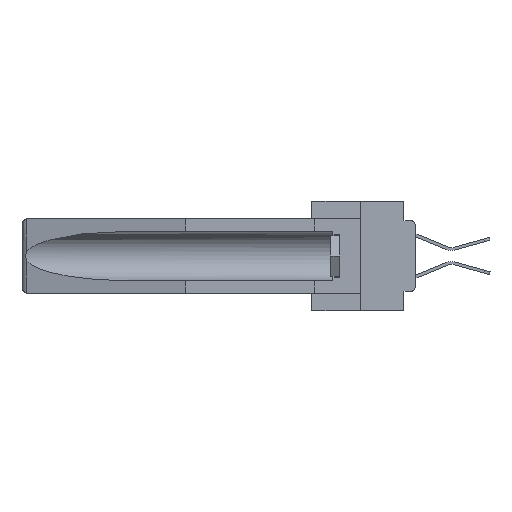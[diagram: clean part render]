
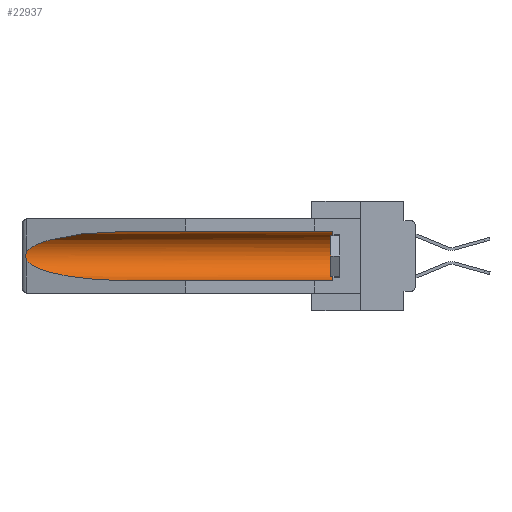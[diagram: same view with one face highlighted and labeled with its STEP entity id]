
A CAD part, left-side view. The second image highlights one B-rep face of the part: STEP entity #22937.
In plain terms, the highlighted cylindrical face has radius 2.857 mm (diameter 5.715 mm), a partial arc.
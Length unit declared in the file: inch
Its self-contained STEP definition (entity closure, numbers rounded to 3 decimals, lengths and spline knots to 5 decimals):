
#26 = CARTESIAN_POINT ( 'NONE',  ( 0.155, 0.126, -0.059 ) ) ;
#847 = DIRECTION ( 'NONE',  ( 0., 1., 0. ) ) ;
#1761 = VERTEX_POINT ( 'NONE', #26 ) ;
#1873 = LINE ( 'NONE', #22680, #22824 ) ;
#1878 = CARTESIAN_POINT ( 'NONE',  ( 0.155, 1.07973, -0.059 ) ) ;
#2513 = FACE_OUTER_BOUND ( 'NONE', #11805, .T. ) ;
#3974 =( BOUNDED_CURVE ( )  B_SPLINE_CURVE ( 3, ( #1878, #11862, #28752, #11761 ),
 .UNSPECIFIED., .F., .T. ) 
 B_SPLINE_CURVE_WITH_KNOTS ( ( 4, 4 ),
 ( 4.71239, 6.08839 ),
 .UNSPECIFIED. ) 
 CURVE ( )  GEOMETRIC_REPRESENTATION_ITEM ( )  RATIONAL_B_SPLINE_CURVE ( ( 1., 0.848, 0.848, 1. ) ) 
 REPRESENTATION_ITEM ( '' )  );
#4188 = ORIENTED_EDGE ( 'NONE', *, *, #17295, .T. ) ;
#4196 = CARTESIAN_POINT ( 'NONE',  ( 0.26655, 1.53094, -0.18657 ) ) ;
#5002 = VERTEX_POINT ( 'NONE', #14336 ) ;
#5582 = ORIENTED_EDGE ( 'NONE', *, *, #9290, .T. ) ;
#6122 = CARTESIAN_POINT ( 'NONE',  ( 0.26537, 1.52718, -0.14972 ) ) ;
#6863 = CARTESIAN_POINT ( 'NONE',  ( 0.26597, 1.52961, -0.15275 ) ) ;
#7343 = EDGE_CURVE ( 'NONE', #23520, #5002, #1873, .T. ) ;
#7760 = DIRECTION ( 'NONE',  ( 0., 0., 1. ) ) ;
#9203 = CARTESIAN_POINT ( 'NONE',  ( 0.26597, 1.5296, -0.19026 ) ) ;
#9290 = EDGE_CURVE ( 'NONE', #23520, #1761, #31466, .T. ) ;
#9412 = CARTESIAN_POINT ( 'NONE',  ( 0.2675, 1.53308, -0.16763 ) ) ;
#10415 = CARTESIAN_POINT ( 'NONE',  ( 0.155, 0.126, -0.1715 ) ) ;
#10832 = VERTEX_POINT ( 'NONE', #13385 ) ;
#11341 = ORIENTED_EDGE ( 'NONE', *, *, #17249, .T. ) ;
#11638 = CYLINDRICAL_SURFACE ( 'NONE', #29512, 0.1125 ) ;
#11761 = CARTESIAN_POINT ( 'NONE',  ( 0.26537, 1.52718, -0.14972 ) ) ;
#11805 = EDGE_LOOP ( 'NONE', ( #4188, #11341, #18531, #23298, #5582, #23827 ) ) ;
#11862 = CARTESIAN_POINT ( 'NONE',  ( 0.21114, 1.30732, -0.059 ) ) ;
#12904 = LINE ( 'NONE', #17324, #14418 ) ;
#13385 = CARTESIAN_POINT ( 'NONE',  ( 0.26537, 1.52718, -0.14972 ) ) ;
#13582 = CARTESIAN_POINT ( 'NONE',  ( 0.155, 0.126, -0.284 ) ) ;
#14336 = CARTESIAN_POINT ( 'NONE',  ( 0.155, 1.07973, -0.284 ) ) ;
#14418 = VECTOR ( 'NONE', #22200, 39.37008 ) ;
#14431 = CARTESIAN_POINT ( 'NONE',  ( 0.25451, 1.48313, -0.24835 ) ) ;
#16469 = CARTESIAN_POINT ( 'NONE',  ( 0.26537, 1.52718, -0.19328 ) ) ;
#16575 = CARTESIAN_POINT ( 'NONE',  ( 0.2673, 1.5327, -0.16383 ) ) ;
#16982 = CARTESIAN_POINT ( 'NONE',  ( 0.155, 1.07973, -0.059 ) ) ;
#17220 = CARTESIAN_POINT ( 'NONE',  ( 0.155, 1.07973, -0.284 ) ) ;
#17249 = EDGE_CURVE ( 'NONE', #10832, #23933, #21941, .T. ) ;
#17295 = EDGE_CURVE ( 'NONE', #18650, #10832, #3974, .T. ) ;
#17324 = CARTESIAN_POINT ( 'NONE',  ( 0.155, -0.30754, -0.059 ) ) ;
#18027 = DIRECTION ( 'NONE',  ( 0., 1., 0. ) ) ;
#18531 = ORIENTED_EDGE ( 'NONE', *, *, #30477, .T. ) ;
#18650 = VERTEX_POINT ( 'NONE', #16982 ) ;
#21146 = CARTESIAN_POINT ( 'NONE',  ( 0.2675, 1.53308, -0.17534 ) ) ;
#21941 = B_SPLINE_CURVE_WITH_KNOTS ( 'NONE', 3,
 ( #6122, #6863, #26234, #16575, #9412, #21146, #26119, #4196, #9203, #16469 ),
 .UNSPECIFIED., .F., .F.,
 ( 4, 2, 2, 2, 4 ),
 ( 0., 0.00029, 0.00058, 0.00087, 0.00117 ),
 .UNSPECIFIED. ) ;
#22200 = DIRECTION ( 'NONE',  ( 0., 1., 0. ) ) ;
#22680 = CARTESIAN_POINT ( 'NONE',  ( 0.155, -0.30754, -0.284 ) ) ;
#22776 = CARTESIAN_POINT ( 'NONE',  ( 0.155, -0.30754, -0.1715 ) ) ;
#22824 = VECTOR ( 'NONE', #18027, 39.37008 ) ;
#22875 = DIRECTION ( 'NONE',  ( 0., 0., 1. ) ) ;
#22937 = ADVANCED_FACE ( 'NONE', ( #2513 ), #11638, .F. ) ;
#23298 = ORIENTED_EDGE ( 'NONE', *, *, #7343, .F. ) ;
#23302 =( BOUNDED_CURVE ( )  B_SPLINE_CURVE ( 3, ( #28979, #14431, #27075, #17220 ),
 .UNSPECIFIED., .F., .F. ) 
 B_SPLINE_CURVE_WITH_KNOTS ( ( 4, 4 ),
 ( 0.1948, 1.5708 ),
 .UNSPECIFIED. ) 
 CURVE ( )  GEOMETRIC_REPRESENTATION_ITEM ( )  RATIONAL_B_SPLINE_CURVE ( ( 1., 0.848, 0.848, 1. ) ) 
 REPRESENTATION_ITEM ( '' )  );
#23520 = VERTEX_POINT ( 'NONE', #13582 ) ;
#23827 = ORIENTED_EDGE ( 'NONE', *, *, #27265, .T. ) ;
#23933 = VERTEX_POINT ( 'NONE', #24931 ) ;
#24931 = CARTESIAN_POINT ( 'NONE',  ( 0.26537, 1.52718, -0.19328 ) ) ;
#26119 = CARTESIAN_POINT ( 'NONE',  ( 0.2673, 1.53269, -0.17917 ) ) ;
#26234 = CARTESIAN_POINT ( 'NONE',  ( 0.26654, 1.53092, -0.15636 ) ) ;
#26385 = AXIS2_PLACEMENT_3D ( 'NONE', #10415, #29549, #7760 ) ;
#27075 = CARTESIAN_POINT ( 'NONE',  ( 0.21114, 1.30732, -0.284 ) ) ;
#27265 = EDGE_CURVE ( 'NONE', #1761, #18650, #12904, .T. ) ;
#28752 = CARTESIAN_POINT ( 'NONE',  ( 0.25451, 1.48313, -0.09465 ) ) ;
#28979 = CARTESIAN_POINT ( 'NONE',  ( 0.26537, 1.52718, -0.19328 ) ) ;
#29512 = AXIS2_PLACEMENT_3D ( 'NONE', #22776, #847, #22875 ) ;
#29549 = DIRECTION ( 'NONE',  ( 0., -1., 0. ) ) ;
#30477 = EDGE_CURVE ( 'NONE', #23933, #5002, #23302, .T. ) ;
#31466 = CIRCLE ( 'NONE', #26385, 0.1125 ) ;
